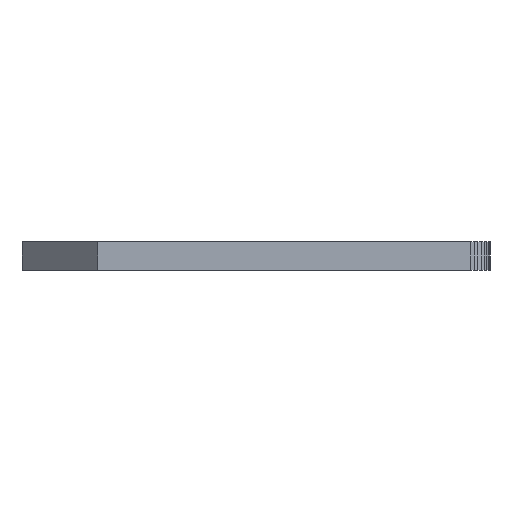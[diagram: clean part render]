
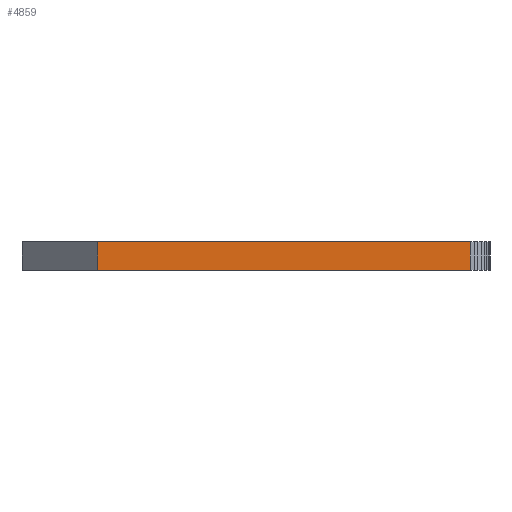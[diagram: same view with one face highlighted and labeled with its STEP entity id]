
A CAD part, front view. The second image highlights one B-rep face of the part: STEP entity #4859.
In plain terms, the highlighted planar face has unit normal (0, -1, 0).
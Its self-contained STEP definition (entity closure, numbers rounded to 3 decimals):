
#83 = PLANE('',#84);
#84 = AXIS2_PLACEMENT_3D('',#85,#86,#87);
#85 = CARTESIAN_POINT('',(97.937,-50.872,1.48));
#86 = DIRECTION('',(-0.,-0.,-1.));
#87 = DIRECTION('',(-1.,0.,0.));
#137 = PLANE('',#138);
#138 = AXIS2_PLACEMENT_3D('',#139,#140,#141);
#139 = CARTESIAN_POINT('',(97.937,-50.872,0.));
#140 = DIRECTION('',(-0.,-0.,-1.));
#141 = DIRECTION('',(-1.,0.,0.));
#666 = VERTEX_POINT('',#667);
#667 = CARTESIAN_POINT('',(108.8,-67.125,0.));
#681 = PLANE('',#682);
#682 = AXIS2_PLACEMENT_3D('',#683,#684,#685);
#683 = CARTESIAN_POINT('',(108.995,-67.106,0.));
#684 = DIRECTION('',(0.098,-0.995,0.));
#685 = DIRECTION('',(-0.995,-0.098,0.));
#693 = EDGE_CURVE('',#666,#694,#696,.T.);
#694 = VERTEX_POINT('',#695);
#695 = CARTESIAN_POINT('',(89.675,-67.125,0.));
#696 = SURFACE_CURVE('',#697,(#701,#708),.PCURVE_S1.);
#697 = LINE('',#698,#699);
#698 = CARTESIAN_POINT('',(108.8,-67.125,0.));
#699 = VECTOR('',#700,1.);
#700 = DIRECTION('',(-1.,0.,0.));
#701 = PCURVE('',#137,#702);
#702 = DEFINITIONAL_REPRESENTATION('',(#703),#707);
#703 = LINE('',#704,#705);
#704 = CARTESIAN_POINT('',(-10.863,-16.253));
#705 = VECTOR('',#706,1.);
#706 = DIRECTION('',(1.,0.));
#707 = ( GEOMETRIC_REPRESENTATION_CONTEXT(2) 
PARAMETRIC_REPRESENTATION_CONTEXT() REPRESENTATION_CONTEXT('2D SPACE',''
  ) );
#708 = PCURVE('',#709,#714);
#709 = PLANE('',#710);
#710 = AXIS2_PLACEMENT_3D('',#711,#712,#713);
#711 = CARTESIAN_POINT('',(108.8,-67.125,0.));
#712 = DIRECTION('',(0.,-1.,0.));
#713 = DIRECTION('',(-1.,0.,0.));
#714 = DEFINITIONAL_REPRESENTATION('',(#715),#719);
#715 = LINE('',#716,#717);
#716 = CARTESIAN_POINT('',(0.,-0.));
#717 = VECTOR('',#718,1.);
#718 = DIRECTION('',(1.,0.));
#719 = ( GEOMETRIC_REPRESENTATION_CONTEXT(2) 
PARAMETRIC_REPRESENTATION_CONTEXT() REPRESENTATION_CONTEXT('2D SPACE',''
  ) );
#737 = PLANE('',#738);
#738 = AXIS2_PLACEMENT_3D('',#739,#740,#741);
#739 = CARTESIAN_POINT('',(89.675,-67.125,0.));
#740 = DIRECTION('',(-0.718,-0.696,0.));
#741 = DIRECTION('',(-0.696,0.718,0.));
#2674 = VERTEX_POINT('',#2675);
#2675 = CARTESIAN_POINT('',(108.8,-67.125,1.48));
#2696 = EDGE_CURVE('',#2674,#2697,#2699,.T.);
#2697 = VERTEX_POINT('',#2698);
#2698 = CARTESIAN_POINT('',(89.675,-67.125,1.48));
#2699 = SURFACE_CURVE('',#2700,(#2704,#2711),.PCURVE_S1.);
#2700 = LINE('',#2701,#2702);
#2701 = CARTESIAN_POINT('',(108.8,-67.125,1.48));
#2702 = VECTOR('',#2703,1.);
#2703 = DIRECTION('',(-1.,0.,0.));
#2704 = PCURVE('',#83,#2705);
#2705 = DEFINITIONAL_REPRESENTATION('',(#2706),#2710);
#2706 = LINE('',#2707,#2708);
#2707 = CARTESIAN_POINT('',(-10.863,-16.253));
#2708 = VECTOR('',#2709,1.);
#2709 = DIRECTION('',(1.,0.));
#2710 = ( GEOMETRIC_REPRESENTATION_CONTEXT(2) 
PARAMETRIC_REPRESENTATION_CONTEXT() REPRESENTATION_CONTEXT('2D SPACE',''
  ) );
#2711 = PCURVE('',#709,#2712);
#2712 = DEFINITIONAL_REPRESENTATION('',(#2713),#2717);
#2713 = LINE('',#2714,#2715);
#2714 = CARTESIAN_POINT('',(0.,-1.48));
#2715 = VECTOR('',#2716,1.);
#2716 = DIRECTION('',(1.,0.));
#2717 = ( GEOMETRIC_REPRESENTATION_CONTEXT(2) 
PARAMETRIC_REPRESENTATION_CONTEXT() REPRESENTATION_CONTEXT('2D SPACE',''
  ) );
#4811 = EDGE_CURVE('',#666,#2674,#4812,.T.);
#4812 = SURFACE_CURVE('',#4813,(#4817,#4824),.PCURVE_S1.);
#4813 = LINE('',#4814,#4815);
#4814 = CARTESIAN_POINT('',(108.8,-67.125,0.));
#4815 = VECTOR('',#4816,1.);
#4816 = DIRECTION('',(0.,0.,1.));
#4817 = PCURVE('',#681,#4818);
#4818 = DEFINITIONAL_REPRESENTATION('',(#4819),#4823);
#4819 = LINE('',#4820,#4821);
#4820 = CARTESIAN_POINT('',(0.196,0.));
#4821 = VECTOR('',#4822,1.);
#4822 = DIRECTION('',(0.,-1.));
#4823 = ( GEOMETRIC_REPRESENTATION_CONTEXT(2) 
PARAMETRIC_REPRESENTATION_CONTEXT() REPRESENTATION_CONTEXT('2D SPACE',''
  ) );
#4824 = PCURVE('',#709,#4825);
#4825 = DEFINITIONAL_REPRESENTATION('',(#4826),#4830);
#4826 = LINE('',#4827,#4828);
#4827 = CARTESIAN_POINT('',(0.,-0.));
#4828 = VECTOR('',#4829,1.);
#4829 = DIRECTION('',(0.,-1.));
#4830 = ( GEOMETRIC_REPRESENTATION_CONTEXT(2) 
PARAMETRIC_REPRESENTATION_CONTEXT() REPRESENTATION_CONTEXT('2D SPACE',''
  ) );
#4859 = ADVANCED_FACE('',(#4860),#709,.T.);
#4860 = FACE_BOUND('',#4861,.T.);
#4861 = EDGE_LOOP('',(#4862,#4863,#4864,#4885));
#4862 = ORIENTED_EDGE('',*,*,#4811,.T.);
#4863 = ORIENTED_EDGE('',*,*,#2696,.T.);
#4864 = ORIENTED_EDGE('',*,*,#4865,.F.);
#4865 = EDGE_CURVE('',#694,#2697,#4866,.T.);
#4866 = SURFACE_CURVE('',#4867,(#4871,#4878),.PCURVE_S1.);
#4867 = LINE('',#4868,#4869);
#4868 = CARTESIAN_POINT('',(89.675,-67.125,0.));
#4869 = VECTOR('',#4870,1.);
#4870 = DIRECTION('',(0.,0.,1.));
#4871 = PCURVE('',#709,#4872);
#4872 = DEFINITIONAL_REPRESENTATION('',(#4873),#4877);
#4873 = LINE('',#4874,#4875);
#4874 = CARTESIAN_POINT('',(19.125,0.));
#4875 = VECTOR('',#4876,1.);
#4876 = DIRECTION('',(0.,-1.));
#4877 = ( GEOMETRIC_REPRESENTATION_CONTEXT(2) 
PARAMETRIC_REPRESENTATION_CONTEXT() REPRESENTATION_CONTEXT('2D SPACE',''
  ) );
#4878 = PCURVE('',#737,#4879);
#4879 = DEFINITIONAL_REPRESENTATION('',(#4880),#4884);
#4880 = LINE('',#4881,#4882);
#4881 = CARTESIAN_POINT('',(0.,0.));
#4882 = VECTOR('',#4883,1.);
#4883 = DIRECTION('',(0.,-1.));
#4884 = ( GEOMETRIC_REPRESENTATION_CONTEXT(2) 
PARAMETRIC_REPRESENTATION_CONTEXT() REPRESENTATION_CONTEXT('2D SPACE',''
  ) );
#4885 = ORIENTED_EDGE('',*,*,#693,.F.);
